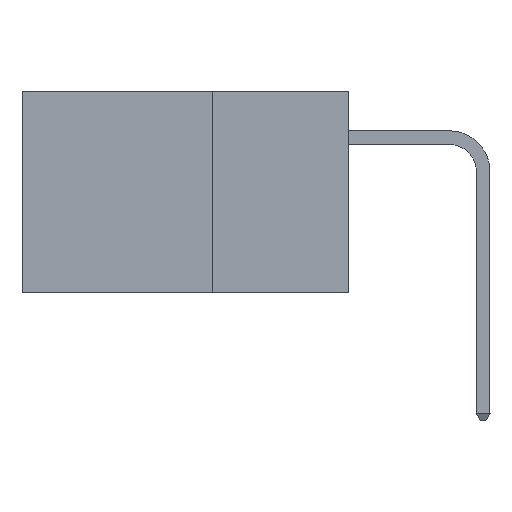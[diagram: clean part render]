
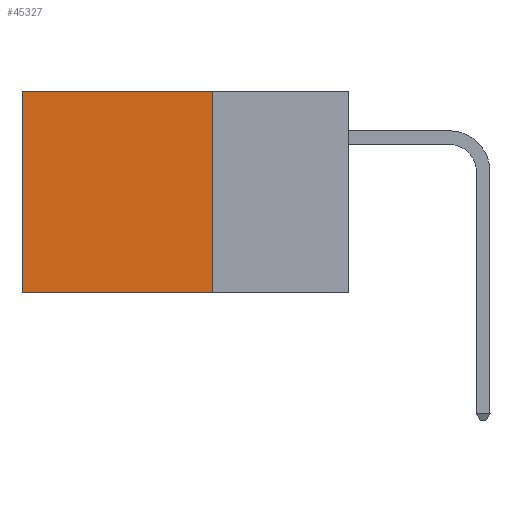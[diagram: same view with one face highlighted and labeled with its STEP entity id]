
A CAD part, left-side view. The second image highlights one B-rep face of the part: STEP entity #45327.
In plain terms, the highlighted planar face has unit normal (-1, 0, 0).
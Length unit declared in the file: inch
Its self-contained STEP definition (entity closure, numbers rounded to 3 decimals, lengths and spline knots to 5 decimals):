
#602 = CARTESIAN_POINT ( 'NONE',  ( 0.2875, 0.25, -0.37 ) ) ;
#2905 = CARTESIAN_POINT ( 'NONE',  ( 0.2875, 0.25, 0. ) ) ;
#3247 = LINE ( 'NONE', #25575, #49823 ) ;
#3490 = AXIS2_PLACEMENT_3D ( 'NONE', #2905, #18347, #34056 ) ;
#5368 = VERTEX_POINT ( 'NONE', #30395 ) ;
#7208 = VERTEX_POINT ( 'NONE', #18271 ) ;
#7549 = DIRECTION ( 'NONE',  ( 0., 0., -1. ) ) ;
#7721 = LINE ( 'NONE', #46215, #43680 ) ;
#8554 = LINE ( 'NONE', #19952, #9136 ) ;
#9136 = VECTOR ( 'NONE', #7549, 39.37008 ) ;
#9987 = DIRECTION ( 'NONE',  ( 0., 0., -1. ) ) ;
#12060 = EDGE_CURVE ( 'NONE', #18607, #34879, #48995, .T. ) ;
#14529 = CARTESIAN_POINT ( 'NONE',  ( 0.2875, 0.25, 0. ) ) ;
#18018 = EDGE_LOOP ( 'NONE', ( #42963, #36602, #35175, #31421 ) ) ;
#18271 = CARTESIAN_POINT ( 'NONE',  ( 0.2875, 0.6, -0.37 ) ) ;
#18347 = DIRECTION ( 'NONE',  ( 1., 0., 0. ) ) ;
#18607 = VERTEX_POINT ( 'NONE', #45543 ) ;
#19357 = DIRECTION ( 'NONE',  ( 0., 1., 0. ) ) ;
#19820 = EDGE_CURVE ( 'NONE', #18607, #5368, #3247, .T. ) ;
#19952 = CARTESIAN_POINT ( 'NONE',  ( 0.2875, 0.6, 0. ) ) ;
#19993 = VECTOR ( 'NONE', #9987, 39.37008 ) ;
#22258 = DIRECTION ( 'NONE',  ( 0., 1., 0. ) ) ;
#25575 = CARTESIAN_POINT ( 'NONE',  ( 0.2875, 0.25, 0. ) ) ;
#30395 = CARTESIAN_POINT ( 'NONE',  ( 0.2875, 0.6, 0. ) ) ;
#31421 = ORIENTED_EDGE ( 'NONE', *, *, #19820, .T. ) ;
#33308 = FACE_OUTER_BOUND ( 'NONE', #18018, .T. ) ;
#34056 = DIRECTION ( 'NONE',  ( 0., 0., -1. ) ) ;
#34879 = VERTEX_POINT ( 'NONE', #602 ) ;
#35175 = ORIENTED_EDGE ( 'NONE', *, *, #12060, .F. ) ;
#36602 = ORIENTED_EDGE ( 'NONE', *, *, #39929, .F. ) ;
#39929 = EDGE_CURVE ( 'NONE', #34879, #7208, #7721, .T. ) ;
#41400 = PLANE ( 'NONE',  #3490 ) ;
#42963 = ORIENTED_EDGE ( 'NONE', *, *, #43267, .T. ) ;
#43267 = EDGE_CURVE ( 'NONE', #5368, #7208, #8554, .T. ) ;
#43680 = VECTOR ( 'NONE', #19357, 39.37008 ) ;
#45327 = ADVANCED_FACE ( 'NONE', ( #33308 ), #41400, .F. ) ;
#45543 = CARTESIAN_POINT ( 'NONE',  ( 0.2875, 0.25, 0. ) ) ;
#46215 = CARTESIAN_POINT ( 'NONE',  ( 0.2875, 0.25, -0.37 ) ) ;
#48995 = LINE ( 'NONE', #14529, #19993 ) ;
#49823 = VECTOR ( 'NONE', #22258, 39.37008 ) ;
